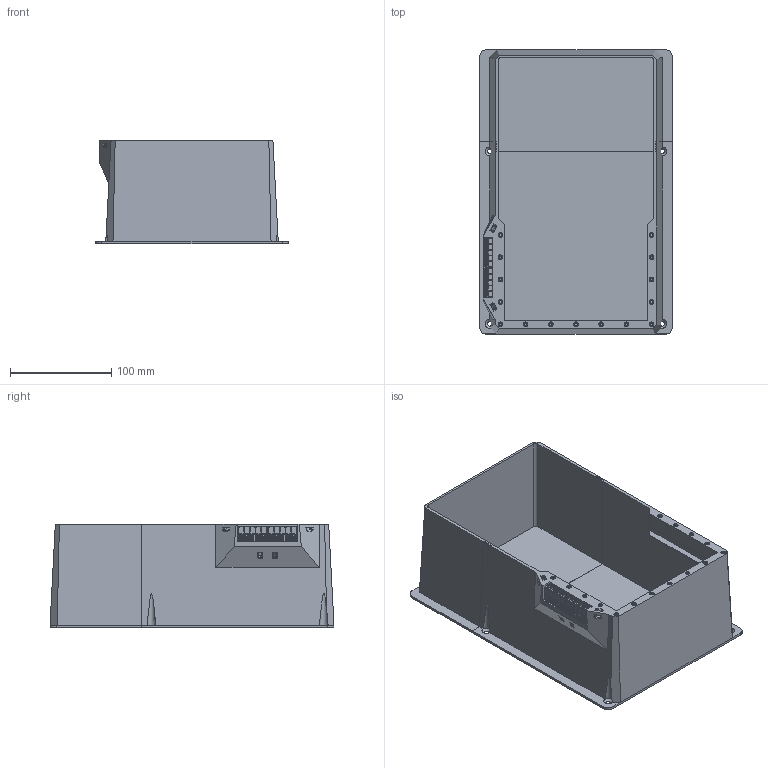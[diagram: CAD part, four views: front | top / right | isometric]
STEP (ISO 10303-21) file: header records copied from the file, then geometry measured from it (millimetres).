
FILE_DESCRIPTION(/* description */ (''),/* implementation_level */ '2;1');
FILE_NAME(/* name */ 'WT-01 - Vat M3 Threaded Inserts V1.3.step',/* time_stamp */ '2024-09-02T12:03:35-07:00',/* author */ (''),/* organization */ (''),/* preprocessor_version */ 'ST-DEVELOPER v20',/* originating_system */ 'Autodesk Translation Framework v13.14.0.145',/* authorisation */ '');
FILE_SCHEMA (('AUTOMOTIVE_DESIGN { 1 0 10303 214 3 1 1 }'));
Length unit declared in the file: millimetre
Products named in the file (6): M3 Threaded Inserts; Vat Base; Threaded Inserts; CNC Kitchen M3 Insert; Wago Bank; 221-415
Assembly tree (20 placements, depth 4):
  M3 Threaded Inserts
    Vat Base
      Threaded Inserts
        CNC Kitchen M3 Insert  x15
    Wago Bank
      221-415  x2
Bounding box: 190 x 280 x 102.4 mm (x, y, z)
Volume: 659321.6 mm3; surface area: 303252.5 mm2
Topology: 29 solids, 29 shells, 3965 faces, 10986 edges, 7080 vertices
Faces by surface type: plane 2598, cylinder 1039, torus 144, bspline 116, cone 68
Full cylindrical faces by diameter (mm): 2.5 x15, 3.6 x15, 3.8 x15, 3.9 x15, 4 x15, 4.5 x4
Entity records: 29956 total; most frequent: CARTESIAN_POINT 8499, ORIENTED_EDGE 4584, DIRECTION 4378, EDGE_CURVE 2292, AXIS2_PLACEMENT_3D 1524, VERTEX_POINT 1446, LINE 1330, VECTOR 1330
